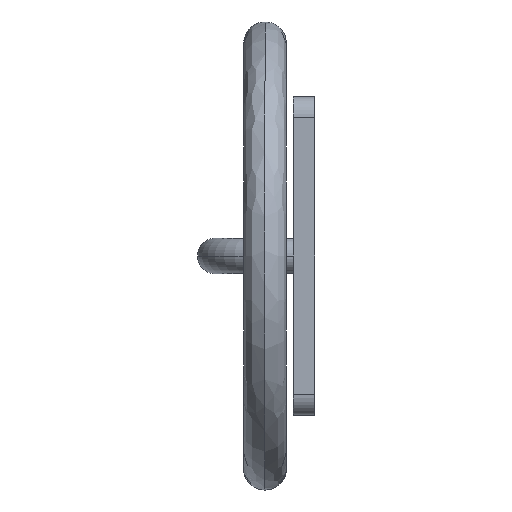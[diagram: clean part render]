
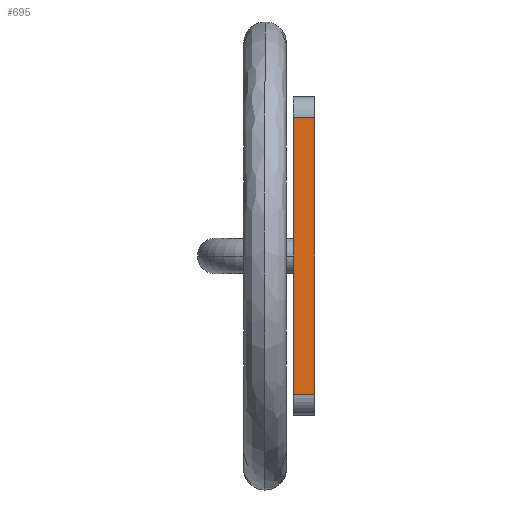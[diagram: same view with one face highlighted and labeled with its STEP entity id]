
A CAD part, left-side view. The second image highlights one B-rep face of the part: STEP entity #695.
In plain terms, the highlighted planar face has unit normal (-1, 0, 0).
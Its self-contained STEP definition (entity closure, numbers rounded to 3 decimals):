
#65 = CARTESIAN_POINT ( 'NONE',  ( -80., 3., 19.5 ) ) ;
#71 = CARTESIAN_POINT ( 'NONE',  ( -80., 0., 19.5 ) ) ;
#81 = DIRECTION ( 'NONE',  ( 0., -1., 0. ) ) ;
#142 = LINE ( 'NONE', #2235, #2245 ) ;
#158 = EDGE_CURVE ( 'NONE', #2804, #1814, #2856, .T. ) ;
#439 = CARTESIAN_POINT ( 'NONE',  ( -80., 3., -22.5 ) ) ;
#542 = VERTEX_POINT ( 'NONE', #71 ) ;
#695 = ADVANCED_FACE ( 'NONE', ( #2050 ), #1095, .F. ) ;
#702 = ORIENTED_EDGE ( 'NONE', *, *, #158, .T. ) ;
#780 = DIRECTION ( 'NONE',  ( 0., 0., 1. ) ) ;
#931 = VERTEX_POINT ( 'NONE', #1692 ) ;
#1048 = DIRECTION ( 'NONE',  ( 0., 1., 0. ) ) ;
#1077 = CARTESIAN_POINT ( 'NONE',  ( -80., 3., -19.5 ) ) ;
#1095 = PLANE ( 'NONE',  #1548 ) ;
#1105 = EDGE_LOOP ( 'NONE', ( #2741, #702, #2592, #2903 ) ) ;
#1156 = CARTESIAN_POINT ( 'NONE',  ( -80., 0., -19.5 ) ) ;
#1176 = DIRECTION ( 'NONE',  ( 0., 0., -1. ) ) ;
#1366 = EDGE_CURVE ( 'NONE', #542, #931, #2598, .T. ) ;
#1389 = VECTOR ( 'NONE', #1048, 1000. ) ;
#1437 = DIRECTION ( 'NONE',  ( 1., 0., 0. ) ) ;
#1548 = AXIS2_PLACEMENT_3D ( 'NONE', #2754, #1437, #1176 ) ;
#1643 = VECTOR ( 'NONE', #2581, 1000. ) ;
#1692 = CARTESIAN_POINT ( 'NONE',  ( -80., 3., 19.5 ) ) ;
#1814 = VERTEX_POINT ( 'NONE', #1156 ) ;
#2050 = FACE_OUTER_BOUND ( 'NONE', #1105, .T. ) ;
#2053 = EDGE_CURVE ( 'NONE', #2804, #931, #2998, .T. ) ;
#2178 = CARTESIAN_POINT ( 'NONE',  ( -80., 3., -19.5 ) ) ;
#2235 = CARTESIAN_POINT ( 'NONE',  ( -80., 0., -22.5 ) ) ;
#2245 = VECTOR ( 'NONE', #780, 1000. ) ;
#2581 = DIRECTION ( 'NONE',  ( 0., 0., 1. ) ) ;
#2592 = ORIENTED_EDGE ( 'NONE', *, *, #2612, .T. ) ;
#2598 = LINE ( 'NONE', #65, #1389 ) ;
#2612 = EDGE_CURVE ( 'NONE', #1814, #542, #142, .T. ) ;
#2704 = VECTOR ( 'NONE', #81, 1000. ) ;
#2741 = ORIENTED_EDGE ( 'NONE', *, *, #2053, .F. ) ;
#2754 = CARTESIAN_POINT ( 'NONE',  ( -80., 3., -22.5 ) ) ;
#2804 = VERTEX_POINT ( 'NONE', #2178 ) ;
#2856 = LINE ( 'NONE', #1077, #2704 ) ;
#2903 = ORIENTED_EDGE ( 'NONE', *, *, #1366, .T. ) ;
#2998 = LINE ( 'NONE', #439, #1643 ) ;
